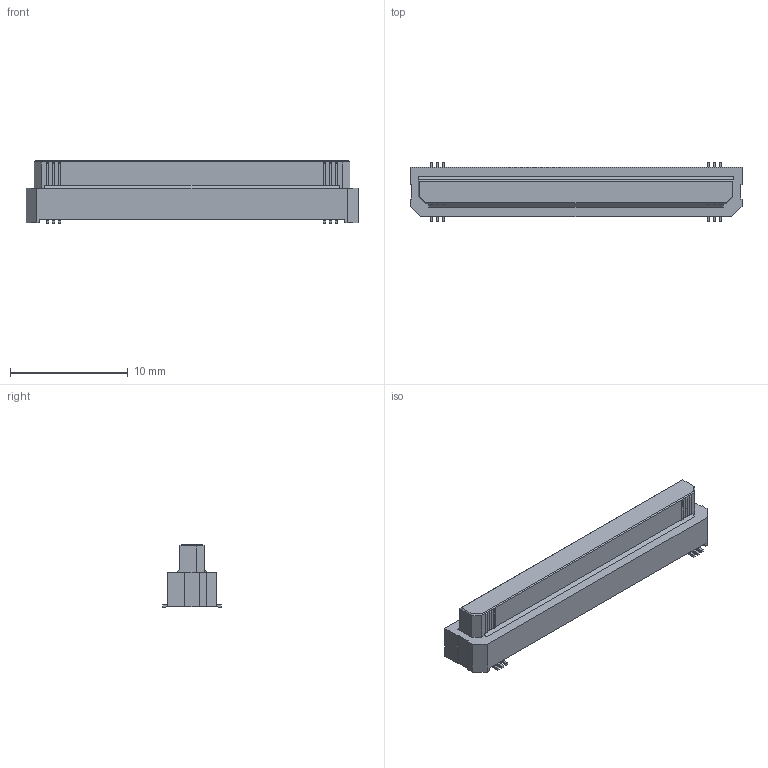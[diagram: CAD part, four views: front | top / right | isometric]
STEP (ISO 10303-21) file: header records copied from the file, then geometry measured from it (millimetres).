
FILE_DESCRIPTION(/* description */ (''),/* implementation_level */ '2;1');
FILE_NAME(/* name */ 'PANASONIC_AXK6S00647YG.stp',/* time_stamp */ '2017-02-06T12:23:26+01:00',/* author */ ('jchouvet'),/* organization */ ('PanasonicCorporation'),/* preprocessor_version */ 'ST-DEVELOPER v16.1',/* originating_system */ 'AutoCAD Mechanical',/* authorisation */ '');
FILE_SCHEMA (('AUTOMOTIVE_DESIGN { 1 0 10303 214 3 1 1 }'));
Length unit declared in the file: millimetre
Products named in the file (1): Product
Bounding box: 28.2 x 5 x 5.3 mm (x, y, z)
Volume: 437.7 mm3; surface area: 556.1 mm2
Topology: 25 solids, 25 shells, 229 faces, 528 edges, 350 vertices
Faces by surface type: plane 205, cylinder 24
Entity records: 6397 total; most frequent: CARTESIAN_POINT 1108, ORIENTED_EDGE 1056, DIRECTION 1036, EDGE_CURVE 528, LINE 480, VECTOR 480, VERTEX_POINT 350, AXIS2_PLACEMENT_3D 278
